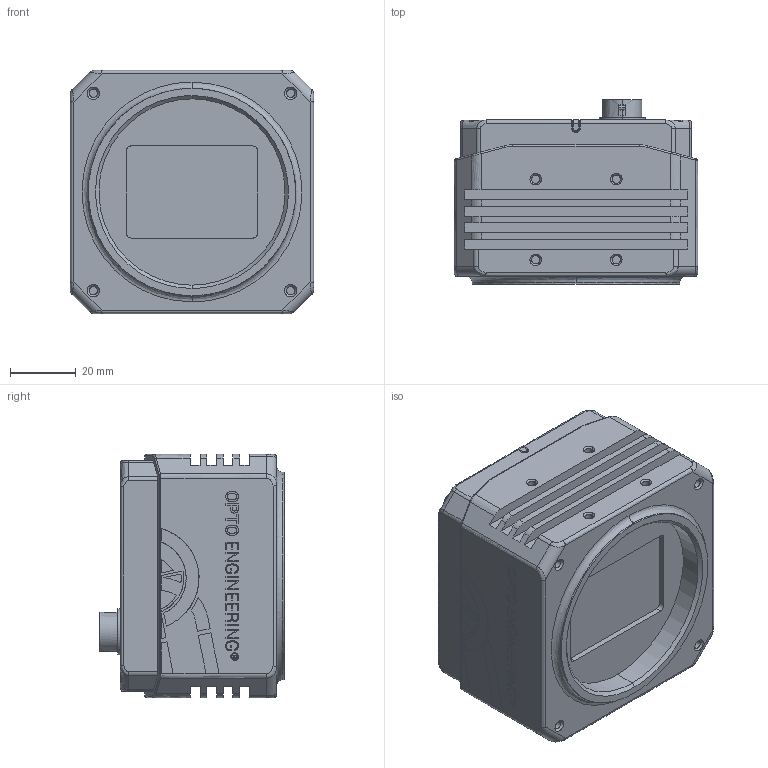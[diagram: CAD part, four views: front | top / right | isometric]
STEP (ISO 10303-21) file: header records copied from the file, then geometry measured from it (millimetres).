
FILE_DESCRIPTION(/* description */ (''),/* implementation_level */ '2;1');
FILE_NAME(/* name */ 'MV-CH2~1',/* time_stamp */ '2019-04-09T19:36:58+08:00',/* author */ (''),/* organization */ (''),/* preprocessor_version */ 'ST-DEVELOPER v16.5',/* originating_system */ '',/* authorisation */ '');
FILE_SCHEMA (('AUTOMOTIVE_DESIGN'));
Products named in the file (2): Document; 图块 01
Assembly tree (1 placements, depth 2):
  Document
    图块 01
Bounding box: 74.01 x 56.18 x 74 mm (x, y, z)
Volume: 233112.1 mm3; surface area: 40410.6 mm2
Topology: 66 solids, 71 shells, 2463 faces, 6535 edges, 4184 vertices
Faces by surface type: plane 1515, bspline 948
Entity records: 94096 total; most frequent: CARTESIAN_POINT 51981, ORIENTED_EDGE 13002, EDGE_CURVE 6525, B_SPLINE_CURVE_WITH_KNOTS 5586, VERTEX_POINT 4184, EDGE_LOOP 2601, ADVANCED_FACE 2463, FACE_OUTER_BOUND 2463
